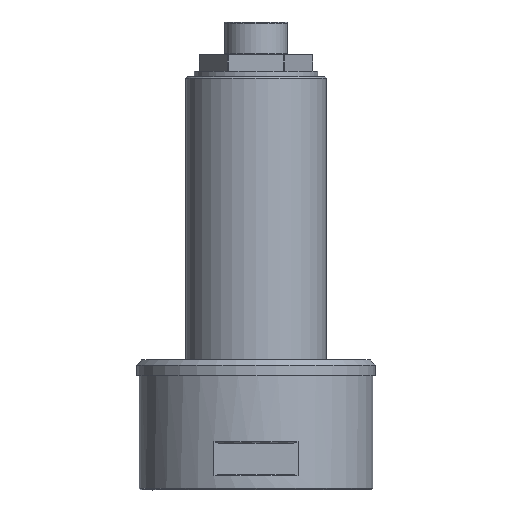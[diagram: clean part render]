
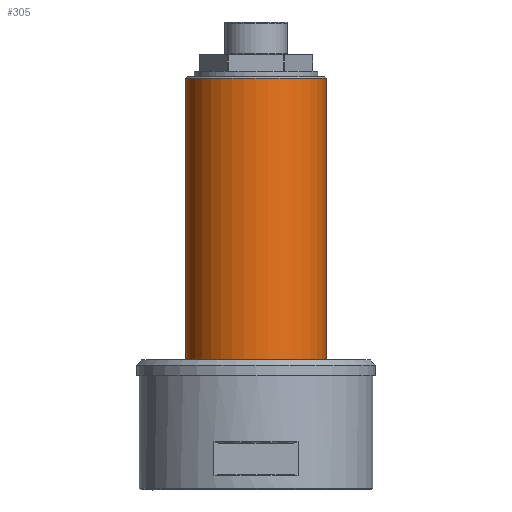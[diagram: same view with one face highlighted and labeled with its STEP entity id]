
A CAD part, front view. The second image highlights one B-rep face of the part: STEP entity #305.
In plain terms, the highlighted cylindrical face has radius 13.5 mm (diameter 27 mm), a full revolution.
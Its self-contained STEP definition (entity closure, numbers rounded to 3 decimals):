
#305=ADVANCED_FACE('',(#392,#393),#348,.T.);
#348=CYLINDRICAL_SURFACE('',#1085,13.5);
#392=FACE_BOUND('',#463,.T.);
#393=FACE_BOUND('',#464,.T.);
#463=EDGE_LOOP('',(#628));
#464=EDGE_LOOP('',(#629));
#628=ORIENTED_EDGE('',*,*,#917,.T.);
#629=ORIENTED_EDGE('',*,*,#902,.T.);
#802=VERTEX_POINT('',#1673);
#811=VERTEX_POINT('',#1705);
#902=EDGE_CURVE('',#802,#802,#980,.T.);
#917=EDGE_CURVE('',#811,#811,#989,.T.);
#980=CIRCLE('',#1067,13.5);
#989=CIRCLE('',#1084,13.5);
#1067=AXIS2_PLACEMENT_3D('',#1672,#1294,#1295);
#1084=AXIS2_PLACEMENT_3D('',#1704,#1334,#1335);
#1085=AXIS2_PLACEMENT_3D('',#1706,#1336,#1337);
#1294=DIRECTION('',(0.,0.,1.));
#1295=DIRECTION('',(1.,0.,0.));
#1334=DIRECTION('',(0.,0.,-1.));
#1335=DIRECTION('',(-1.,0.,0.));
#1336=DIRECTION('',(0.,0.,1.));
#1337=DIRECTION('',(1.,0.,0.));
#1672=CARTESIAN_POINT('',(0.,0.,15.5));
#1673=CARTESIAN_POINT('',(13.5,0.,15.5));
#1704=CARTESIAN_POINT('',(0.,0.,79.2));
#1705=CARTESIAN_POINT('',(-13.5,0.,79.2));
#1706=CARTESIAN_POINT('',(0.,0.,0.));
